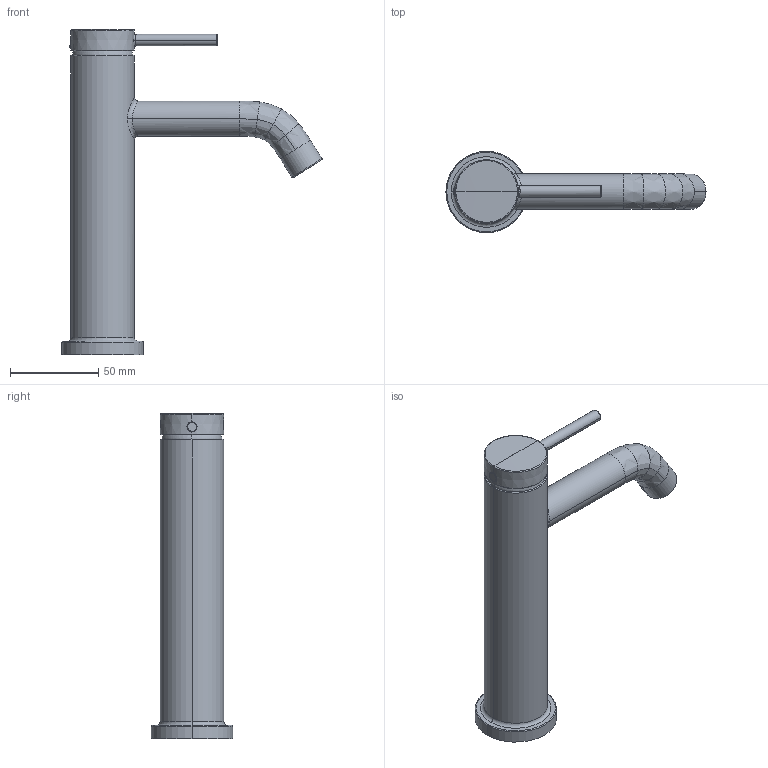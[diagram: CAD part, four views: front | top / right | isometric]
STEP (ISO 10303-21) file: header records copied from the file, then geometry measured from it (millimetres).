
FILE_DESCRIPTION(('CATIA V6 STEP','CAx-IF Rec.Pracs.--- Model Styling and Organization---1.5--- 2016-08-15','CAx-IF Rec.Pracs.---Supplemental Geometry---1.0---2011-11-01','CAx-IF Rec.Pracs.--- Composite Materials ---3.4---2017-06-13','CAx-IF Rec.Pracs.---Tessellated 3D Geometry---1.0---2015-12-17'),'2;1');
FILE_NAME('prd-HG-00244671.stp','2022-08-16T13:37:54+00:00',('none'),('none'),'3DEXPERIENCE Platform3DEXPERIENCE R2021x HotFix 8','3DEXPERIENCE Platform STEP AP242 v2','none');
FILE_SCHEMA(('AP242_MANAGED_MODEL_BASED_3D_ENGINEERING_MIM_LF {1 0 10303 442 1 1 4}'));
Length unit declared in the file: millimetre
Products named in the file (6): P-2_HG_Tecturis_S_WTM_110_o.Zugst.; P-2_GK_WTM_110_Tecturis_S_Basic_o.Z.; P-2_SR_CA-M16,5x1_HC_1,2gpm-air_rosa; P-2_Griffrosette_M25S_VHG_D36; P-2_Griff_M25XS_VHG_BetterSlimS; V5_Griffstopfen_KHM_M54
Assembly tree (5 placements, depth 2):
  P-2_HG_Tecturis_S_WTM_110_o.Zugst.
    P-2_GK_WTM_110_Tecturis_S_Basic_o.Z.
    P-2_SR_CA-M16,5x1_HC_1,2gpm-air_rosa
    P-2_Griffrosette_M25S_VHG_D36
    P-2_Griff_M25XS_VHG_BetterSlimS
    V5_Griffstopfen_KHM_M54
Bounding box: 147.2 x 46 x 184 mm (x, y, z)
Volume: 233402.5 mm3; surface area: 38261.2 mm2
Topology: 5 solids, 5 shells, 772 faces, 1957 edges, 1251 vertices
Faces by surface type: plane 560, cylinder 75, torus 65, bspline 38, cone 27, sphere 7
Entity records: 25805 total; most frequent: CARTESIAN_POINT 7746, ORIENTED_EDGE 3900, DIRECTION 3191, EDGE_CURVE 1950, VECTOR 1428, LINE 1428, VERTEX_POINT 1251, AXIS2_PLACEMENT_3D 1049
